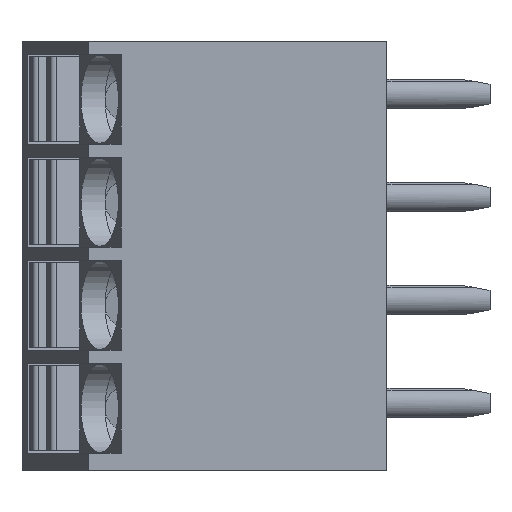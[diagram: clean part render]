
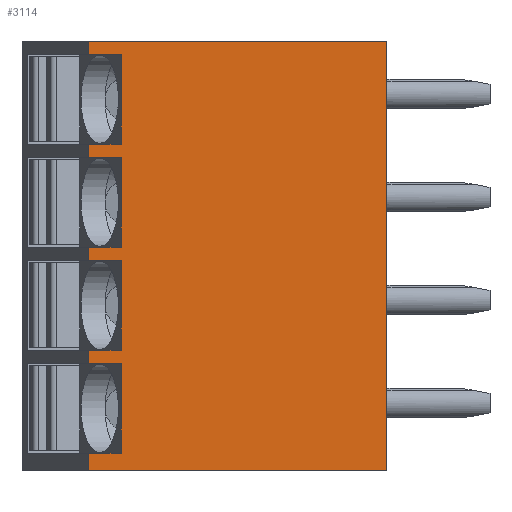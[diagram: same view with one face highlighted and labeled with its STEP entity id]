
A CAD part, left-side view. The second image highlights one B-rep face of the part: STEP entity #3114.
In plain terms, the highlighted planar face has unit normal (-1, 0, 0).
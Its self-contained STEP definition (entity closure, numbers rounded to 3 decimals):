
#25=DIRECTION('',(0.,-1.,0.));
#26=VECTOR('',#25,10.135);
#27=CARTESIAN_POINT('',(-4.998,3.935,-2.35));
#28=LINE('',#27,#26);
#45=DIRECTION('',(0.,0.,1.));
#46=VECTOR('',#45,14.6);
#47=CARTESIAN_POINT('',(-4.998,-6.2,-2.35));
#48=LINE('',#47,#46);
#185=DIRECTION('',(0.,0.,1.));
#186=VECTOR('',#185,3.05);
#187=CARTESIAN_POINT('',(-4.998,2.831,8.75));
#188=LINE('',#187,#186);
#189=DIRECTION('',(0.,-1.,0.));
#190=VECTOR('',#189,1.103);
#191=CARTESIAN_POINT('',(-4.998,3.935,11.8));
#192=LINE('',#191,#190);
#193=DIRECTION('',(0.,0.,1.));
#194=VECTOR('',#193,0.45);
#195=CARTESIAN_POINT('',(-4.998,3.935,11.8));
#196=LINE('',#195,#194);
#197=DIRECTION('',(0.,0.,1.));
#198=VECTOR('',#197,0.6);
#199=CARTESIAN_POINT('',(-4.998,3.935,-2.35));
#200=LINE('',#199,#198);
#201=DIRECTION('',(0.,-1.,0.));
#202=VECTOR('',#201,1.103);
#203=CARTESIAN_POINT('',(-4.998,3.935,-1.75));
#204=LINE('',#203,#202);
#205=DIRECTION('',(0.,0.,1.));
#206=VECTOR('',#205,3.05);
#207=CARTESIAN_POINT('',(-4.998,2.831,-1.75));
#208=LINE('',#207,#206);
#209=DIRECTION('',(0.,-1.,0.));
#210=VECTOR('',#209,1.103);
#211=CARTESIAN_POINT('',(-4.998,3.935,1.3));
#212=LINE('',#211,#210);
#213=DIRECTION('',(0.,0.,1.));
#214=VECTOR('',#213,0.45);
#215=CARTESIAN_POINT('',(-4.998,3.935,1.3));
#216=LINE('',#215,#214);
#217=DIRECTION('',(0.,-1.,0.));
#218=VECTOR('',#217,1.103);
#219=CARTESIAN_POINT('',(-4.998,3.935,1.75));
#220=LINE('',#219,#218);
#221=DIRECTION('',(0.,0.,1.));
#222=VECTOR('',#221,3.05);
#223=CARTESIAN_POINT('',(-4.998,2.831,1.75));
#224=LINE('',#223,#222);
#225=DIRECTION('',(0.,-1.,0.));
#226=VECTOR('',#225,1.103);
#227=CARTESIAN_POINT('',(-4.998,3.935,4.8));
#228=LINE('',#227,#226);
#229=DIRECTION('',(0.,0.,1.));
#230=VECTOR('',#229,0.45);
#231=CARTESIAN_POINT('',(-4.998,3.935,4.8));
#232=LINE('',#231,#230);
#233=DIRECTION('',(0.,-1.,0.));
#234=VECTOR('',#233,1.103);
#235=CARTESIAN_POINT('',(-4.998,3.935,5.25));
#236=LINE('',#235,#234);
#237=DIRECTION('',(0.,0.,1.));
#238=VECTOR('',#237,3.05);
#239=CARTESIAN_POINT('',(-4.998,2.831,5.25));
#240=LINE('',#239,#238);
#241=DIRECTION('',(0.,-1.,0.));
#242=VECTOR('',#241,1.103);
#243=CARTESIAN_POINT('',(-4.998,3.935,8.3));
#244=LINE('',#243,#242);
#245=DIRECTION('',(0.,0.,1.));
#246=VECTOR('',#245,0.45);
#247=CARTESIAN_POINT('',(-4.998,3.935,8.3));
#248=LINE('',#247,#246);
#249=DIRECTION('',(0.,-1.,0.));
#250=VECTOR('',#249,1.103);
#251=CARTESIAN_POINT('',(-4.998,3.935,8.75));
#252=LINE('',#251,#250);
#1929=DIRECTION('',(0.,-1.,0.));
#1930=VECTOR('',#1929,10.135);
#1931=CARTESIAN_POINT('',(-4.998,3.935,12.25));
#1932=LINE('',#1931,#1930);
#2327=CARTESIAN_POINT('',(-4.998,3.935,-2.35));
#2328=VERTEX_POINT('',#2327);
#2329=CARTESIAN_POINT('',(-4.998,-6.2,-2.35));
#2330=VERTEX_POINT('',#2329);
#2339=CARTESIAN_POINT('',(-4.998,3.935,12.25));
#2340=VERTEX_POINT('',#2339);
#2341=CARTESIAN_POINT('',(-4.998,-6.2,12.25));
#2342=VERTEX_POINT('',#2341);
#2345=CARTESIAN_POINT('',(-4.998,3.935,-1.75));
#2347=VERTEX_POINT('',#2345);
#2349=CARTESIAN_POINT('',(-4.998,3.935,1.3));
#2351=VERTEX_POINT('',#2349);
#2353=CARTESIAN_POINT('',(-4.998,2.831,-1.75));
#2354=CARTESIAN_POINT('',(-4.998,2.831,1.3));
#2355=VERTEX_POINT('',#2353);
#2356=VERTEX_POINT('',#2354);
#2405=CARTESIAN_POINT('',(-4.998,3.935,1.75));
#2407=VERTEX_POINT('',#2405);
#2409=CARTESIAN_POINT('',(-4.998,3.935,4.8));
#2411=VERTEX_POINT('',#2409);
#2413=CARTESIAN_POINT('',(-4.998,2.831,1.75));
#2414=CARTESIAN_POINT('',(-4.998,2.831,4.8));
#2415=VERTEX_POINT('',#2413);
#2416=VERTEX_POINT('',#2414);
#2646=CARTESIAN_POINT('',(-4.998,3.935,5.25));
#2648=VERTEX_POINT('',#2646);
#2650=CARTESIAN_POINT('',(-4.998,3.935,8.3));
#2652=VERTEX_POINT('',#2650);
#2654=CARTESIAN_POINT('',(-4.998,2.831,5.25));
#2655=CARTESIAN_POINT('',(-4.998,2.831,8.3));
#2656=VERTEX_POINT('',#2654);
#2657=VERTEX_POINT('',#2655);
#2796=CARTESIAN_POINT('',(-4.998,3.935,8.75));
#2798=VERTEX_POINT('',#2796);
#2800=CARTESIAN_POINT('',(-4.998,3.935,11.8));
#2802=VERTEX_POINT('',#2800);
#2804=CARTESIAN_POINT('',(-4.998,2.831,8.75));
#2805=CARTESIAN_POINT('',(-4.998,2.831,11.8));
#2806=VERTEX_POINT('',#2804);
#2807=VERTEX_POINT('',#2805);
#3069=CARTESIAN_POINT('',(-4.998,3.935,-2.35));
#3070=DIRECTION('',(-1.,0.,0.));
#3071=DIRECTION('',(0.,-1.,0.));
#3072=AXIS2_PLACEMENT_3D('',#3069,#3070,#3071);
#3073=PLANE('',#3072);
#3075=ORIENTED_EDGE('',*,*,#3074,.T.);
#3077=ORIENTED_EDGE('',*,*,#3076,.F.);
#3079=ORIENTED_EDGE('',*,*,#3078,.T.);
#3081=ORIENTED_EDGE('',*,*,#3080,.T.);
#3082=ORIENTED_EDGE('',*,*,#2989,.F.);
#3083=ORIENTED_EDGE('',*,*,#2945,.F.);
#3085=ORIENTED_EDGE('',*,*,#3084,.T.);
#3087=ORIENTED_EDGE('',*,*,#3086,.T.);
#3089=ORIENTED_EDGE('',*,*,#3088,.T.);
#3091=ORIENTED_EDGE('',*,*,#3090,.F.);
#3093=ORIENTED_EDGE('',*,*,#3092,.T.);
#3095=ORIENTED_EDGE('',*,*,#3094,.T.);
#3097=ORIENTED_EDGE('',*,*,#3096,.T.);
#3099=ORIENTED_EDGE('',*,*,#3098,.F.);
#3101=ORIENTED_EDGE('',*,*,#3100,.T.);
#3103=ORIENTED_EDGE('',*,*,#3102,.T.);
#3105=ORIENTED_EDGE('',*,*,#3104,.T.);
#3107=ORIENTED_EDGE('',*,*,#3106,.F.);
#3109=ORIENTED_EDGE('',*,*,#3108,.T.);
#3111=ORIENTED_EDGE('',*,*,#3110,.T.);
#3112=EDGE_LOOP('',(#3075,#3077,#3079,#3081,#3082,#3083,#3085,#3087,#3089,#3091,
#3093,#3095,#3097,#3099,#3101,#3103,#3105,#3107,#3109,#3111));
#3113=FACE_OUTER_BOUND('',#3112,.F.);
#2945=EDGE_CURVE('',#2328,#2330,#28,.T.);
#2989=EDGE_CURVE('',#2330,#2342,#48,.T.);
#3074=EDGE_CURVE('',#2806,#2807,#188,.T.);
#3076=EDGE_CURVE('',#2802,#2807,#192,.T.);
#3078=EDGE_CURVE('',#2802,#2340,#196,.T.);
#3080=EDGE_CURVE('',#2340,#2342,#1932,.T.);
#3084=EDGE_CURVE('',#2328,#2347,#200,.T.);
#3086=EDGE_CURVE('',#2347,#2355,#204,.T.);
#3088=EDGE_CURVE('',#2355,#2356,#208,.T.);
#3090=EDGE_CURVE('',#2351,#2356,#212,.T.);
#3092=EDGE_CURVE('',#2351,#2407,#216,.T.);
#3094=EDGE_CURVE('',#2407,#2415,#220,.T.);
#3096=EDGE_CURVE('',#2415,#2416,#224,.T.);
#3098=EDGE_CURVE('',#2411,#2416,#228,.T.);
#3100=EDGE_CURVE('',#2411,#2648,#232,.T.);
#3102=EDGE_CURVE('',#2648,#2656,#236,.T.);
#3104=EDGE_CURVE('',#2656,#2657,#240,.T.);
#3106=EDGE_CURVE('',#2652,#2657,#244,.T.);
#3108=EDGE_CURVE('',#2652,#2798,#248,.T.);
#3110=EDGE_CURVE('',#2798,#2806,#252,.T.);
#3114=ADVANCED_FACE('',(#3113),#3073,.T.);
